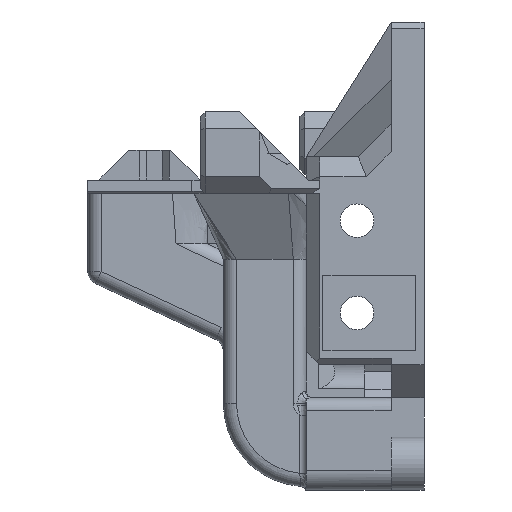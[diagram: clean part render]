
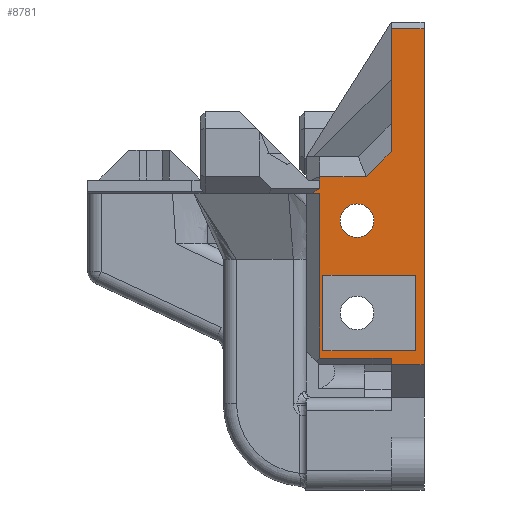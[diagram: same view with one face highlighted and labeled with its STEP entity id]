
A CAD part, left-side view. The second image highlights one B-rep face of the part: STEP entity #8781.
In plain terms, the highlighted planar face has unit normal (-1, 0, 0).
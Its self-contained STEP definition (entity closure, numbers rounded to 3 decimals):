
#36=FACE_BOUND('',#3170,.T.);
#37=FACE_BOUND('',#3171,.T.);
#210=PLANE('',#9461);
#915=LINE('',#19977,#1810);
#933=LINE('',#20016,#1828);
#968=LINE('',#20100,#1863);
#1000=LINE('',#20166,#1895);
#1027=LINE('',#20220,#1922);
#1032=LINE('',#20231,#1927);
#1033=LINE('',#20234,#1928);
#1035=LINE('',#20237,#1930);
#1036=LINE('',#20238,#1931);
#1037=LINE('',#20240,#1932);
#1038=LINE('',#20242,#1933);
#1039=LINE('',#20244,#1934);
#1040=LINE('',#20245,#1935);
#1041=LINE('',#20248,#1936);
#1042=LINE('',#20250,#1937);
#1043=LINE('',#20252,#1938);
#1044=LINE('',#20253,#1939);
#1810=VECTOR('',#11029,10.);
#1828=VECTOR('',#11059,1000.);
#1863=VECTOR('',#11120,1000.);
#1895=VECTOR('',#11178,1000.);
#1922=VECTOR('',#11239,10.);
#1927=VECTOR('',#11252,1000.);
#1928=VECTOR('',#11255,1000.);
#1930=VECTOR('',#11259,1000.);
#1931=VECTOR('',#11260,1000.);
#1932=VECTOR('',#11261,1000.);
#1933=VECTOR('',#11262,1000.);
#1934=VECTOR('',#11263,1000.);
#1935=VECTOR('',#11264,1000.);
#1936=VECTOR('',#11265,1000.);
#1937=VECTOR('',#11266,1000.);
#1938=VECTOR('',#11267,1000.);
#1939=VECTOR('',#11268,1000.);
#2653=FACE_OUTER_BOUND('',#3169,.T.);
#3169=EDGE_LOOP('',(#7498,#7499,#7500,#7501,#7502,#7503,#7504,#7505,#7506,
#7507,#7508,#7509,#7510));
#3170=EDGE_LOOP('',(#7511,#7512,#7513,#7514));
#3171=EDGE_LOOP('',(#7515));
#3591=CIRCLE('',#9462,2.55);
#3799=VERTEX_POINT('',#12663);
#4218=VERTEX_POINT('',#19974);
#4219=VERTEX_POINT('',#19976);
#4233=VERTEX_POINT('',#20013);
#4234=VERTEX_POINT('',#20015);
#4269=VERTEX_POINT('',#20097);
#4270=VERTEX_POINT('',#20099);
#4291=VERTEX_POINT('',#20164);
#4303=VERTEX_POINT('',#20229);
#4304=VERTEX_POINT('',#20233);
#4305=VERTEX_POINT('',#20239);
#4306=VERTEX_POINT('',#20241);
#4307=VERTEX_POINT('',#20243);
#4308=VERTEX_POINT('',#20246);
#4309=VERTEX_POINT('',#20247);
#4310=VERTEX_POINT('',#20249);
#4311=VERTEX_POINT('',#20251);
#4312=VERTEX_POINT('',#20254);
#5315=EDGE_CURVE('',#4218,#4219,#915,.T.);
#5335=EDGE_CURVE('',#4233,#4234,#933,.T.);
#5380=EDGE_CURVE('',#4270,#4269,#968,.T.);
#5415=EDGE_CURVE('',#3799,#4291,#1000,.T.);
#5442=EDGE_CURVE('',#4219,#4291,#1027,.F.);
#5447=EDGE_CURVE('',#4218,#4303,#1032,.T.);
#5448=EDGE_CURVE('',#4304,#3799,#1033,.T.);
#5450=EDGE_CURVE('',#4303,#4270,#1035,.T.);
#5451=EDGE_CURVE('',#4234,#4269,#1036,.T.);
#5452=EDGE_CURVE('',#4233,#4305,#1037,.T.);
#5453=EDGE_CURVE('',#4305,#4306,#1038,.T.);
#5454=EDGE_CURVE('',#4306,#4307,#1039,.T.);
#5455=EDGE_CURVE('',#4307,#4304,#1040,.T.);
#5456=EDGE_CURVE('',#4308,#4309,#1041,.T.);
#5457=EDGE_CURVE('',#4308,#4310,#1042,.T.);
#5458=EDGE_CURVE('',#4310,#4311,#1043,.T.);
#5459=EDGE_CURVE('',#4309,#4311,#1044,.T.);
#5460=EDGE_CURVE('',#4312,#4312,#3591,.T.);
#7498=ORIENTED_EDGE('',*,*,#5415,.T.);
#7499=ORIENTED_EDGE('',*,*,#5442,.F.);
#7500=ORIENTED_EDGE('',*,*,#5315,.F.);
#7501=ORIENTED_EDGE('',*,*,#5447,.T.);
#7502=ORIENTED_EDGE('',*,*,#5450,.T.);
#7503=ORIENTED_EDGE('',*,*,#5380,.T.);
#7504=ORIENTED_EDGE('',*,*,#5451,.F.);
#7505=ORIENTED_EDGE('',*,*,#5335,.F.);
#7506=ORIENTED_EDGE('',*,*,#5452,.T.);
#7507=ORIENTED_EDGE('',*,*,#5453,.T.);
#7508=ORIENTED_EDGE('',*,*,#5454,.T.);
#7509=ORIENTED_EDGE('',*,*,#5455,.T.);
#7510=ORIENTED_EDGE('',*,*,#5448,.T.);
#7511=ORIENTED_EDGE('',*,*,#5456,.F.);
#7512=ORIENTED_EDGE('',*,*,#5457,.T.);
#7513=ORIENTED_EDGE('',*,*,#5458,.T.);
#7514=ORIENTED_EDGE('',*,*,#5459,.F.);
#7515=ORIENTED_EDGE('',*,*,#5460,.F.);
#8781=ADVANCED_FACE('',(#2653,#36,#37),#210,.F.);
#9461=AXIS2_PLACEMENT_3D('',#20236,#11257,#11258);
#9462=AXIS2_PLACEMENT_3D('',#20255,#11269,#11270);
#11029=DIRECTION('',(0.,1.,0.));
#11059=DIRECTION('',(0.,0.,-1.));
#11120=DIRECTION('',(0.,0.,-1.));
#11178=DIRECTION('',(0.,0.,-1.));
#11239=DIRECTION('',(0.,0.816,-0.577));
#11252=DIRECTION('',(0.,0.,-1.));
#11255=DIRECTION('',(0.,0.,-1.));
#11257=DIRECTION('center_axis',(1.,0.,0.));
#11258=DIRECTION('ref_axis',(0.,0.,-1.));
#11259=DIRECTION('',(0.,-1.,0.));
#11260=DIRECTION('',(0.,1.,0.));
#11261=DIRECTION('',(0.,1.,0.));
#11262=DIRECTION('',(0.,0.,-1.));
#11263=DIRECTION('',(0.,0.707,-0.707));
#11264=DIRECTION('',(0.,1.,0.));
#11265=DIRECTION('',(0.,0.,-1.));
#11266=DIRECTION('',(0.,-1.,0.));
#11267=DIRECTION('',(0.,0.,-1.));
#11268=DIRECTION('',(0.,-1.,0.));
#11269=DIRECTION('center_axis',(-1.,0.,0.));
#11270=DIRECTION('ref_axis',(0.,0.,1.));
#12663=CARTESIAN_POINT('',(-22.05,31.85,-18.98));
#19974=CARTESIAN_POINT('',(-22.05,31.85,-20.98));
#19976=CARTESIAN_POINT('',(-22.05,32.911,-20.98));
#19977=CARTESIAN_POINT('',(-22.05,40.902,-20.98));
#20013=CARTESIAN_POINT('',(-22.05,16.,4.));
#20015=CARTESIAN_POINT('',(-22.05,16.,-47.));
#20016=CARTESIAN_POINT('',(-22.05,16.,-21.5));
#20097=CARTESIAN_POINT('',(-22.05,21.,-47.));
#20099=CARTESIAN_POINT('',(-22.05,21.,-46.));
#20100=CARTESIAN_POINT('',(-22.05,21.,-21.5));
#20164=CARTESIAN_POINT('',(-22.05,31.85,-20.23));
#20166=CARTESIAN_POINT('',(-22.05,31.85,-21.5));
#20220=CARTESIAN_POINT('',(-22.05,33.519,-21.41));
#20229=CARTESIAN_POINT('',(-22.05,31.85,-46.));
#20231=CARTESIAN_POINT('',(-22.05,31.85,-21.5));
#20233=CARTESIAN_POINT('',(-22.05,31.85,-18.45));
#20234=CARTESIAN_POINT('',(-22.05,31.85,-21.5));
#20236=CARTESIAN_POINT('Origin',(-22.05,16.,-21.5));
#20237=CARTESIAN_POINT('',(-22.05,16.,-46.));
#20238=CARTESIAN_POINT('',(-22.05,16.,-47.));
#20239=CARTESIAN_POINT('',(-22.05,21.,4.));
#20240=CARTESIAN_POINT('',(-22.05,16.,4.));
#20241=CARTESIAN_POINT('',(-22.05,21.,-14.693));
#20242=CARTESIAN_POINT('',(-22.05,21.,-21.5));
#20243=CARTESIAN_POINT('',(-22.05,24.757,-18.45));
#20244=CARTESIAN_POINT('',(-22.05,21.904,-15.596));
#20245=CARTESIAN_POINT('',(-22.05,33.85,-18.45));
#20246=CARTESIAN_POINT('',(-22.05,31.35,-33.45));
#20247=CARTESIAN_POINT('',(-22.05,31.35,-44.85));
#20248=CARTESIAN_POINT('',(-22.05,31.35,-39.15));
#20249=CARTESIAN_POINT('',(-22.05,17.25,-33.45));
#20250=CARTESIAN_POINT('',(-22.05,24.05,-33.45));
#20251=CARTESIAN_POINT('',(-22.05,17.25,-44.85));
#20252=CARTESIAN_POINT('',(-22.05,17.25,-39.15));
#20253=CARTESIAN_POINT('',(-22.05,24.05,-44.85));
#20254=CARTESIAN_POINT('',(-22.05,26.181,-22.6));
#20255=CARTESIAN_POINT('Origin',(-22.05,26.181,-25.15));
